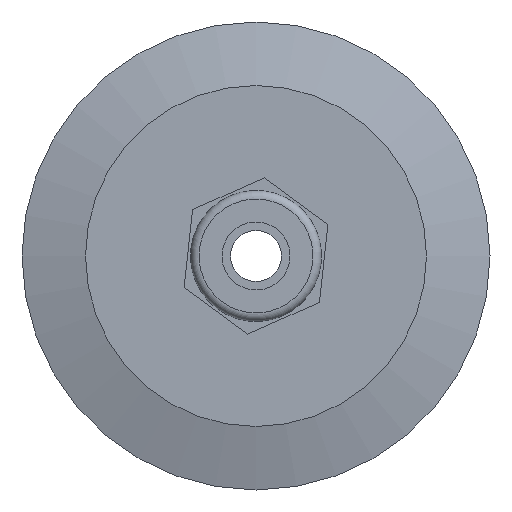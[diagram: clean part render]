
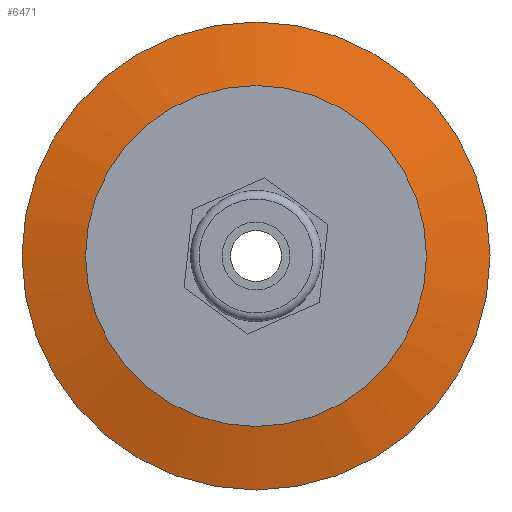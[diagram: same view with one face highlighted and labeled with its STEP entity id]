
A CAD part, left-side view. The second image highlights one B-rep face of the part: STEP entity #6471.
In plain terms, the highlighted conical face has half-angle 75 degrees and reference radius 27.5 mm.
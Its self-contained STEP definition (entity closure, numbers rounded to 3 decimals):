
#77 = CARTESIAN_POINT ( 'NONE',  ( -27.5, 0., 3. ) ) ;
#181 = CARTESIAN_POINT ( 'NONE',  ( 0., 0., 3. ) ) ;
#286 = AXIS2_PLACEMENT_3D ( 'NONE', #181, #2353, #4029 ) ;
#332 = EDGE_LOOP ( 'NONE', ( #3803 ) ) ;
#539 = DIRECTION ( 'NONE',  ( -1., 0., 0. ) ) ;
#582 = CARTESIAN_POINT ( 'NONE',  ( -20.036, 0., 5. ) ) ;
#1102 = DIRECTION ( 'NONE',  ( -1., 0., 0. ) ) ;
#1321 = FACE_BOUND ( 'NONE', #332, .T. ) ;
#2353 = DIRECTION ( 'NONE',  ( 0., 0., -1. ) ) ;
#2409 = ORIENTED_EDGE ( 'NONE', *, *, #4003, .F. ) ;
#2885 = VERTEX_POINT ( 'NONE', #77 ) ;
#3060 = VERTEX_POINT ( 'NONE', #582 ) ;
#3237 = EDGE_CURVE ( 'NONE', #3060, #3060, #6635, .T. ) ;
#3518 = AXIS2_PLACEMENT_3D ( 'NONE', #4456, #3843, #1102 ) ;
#3803 = ORIENTED_EDGE ( 'NONE', *, *, #3237, .T. ) ;
#3843 = DIRECTION ( 'NONE',  ( 0., 0., -1. ) ) ;
#4003 = EDGE_CURVE ( 'NONE', #2885, #2885, #5753, .T. ) ;
#4025 = AXIS2_PLACEMENT_3D ( 'NONE', #4478, #4430, #539 ) ;
#4029 = DIRECTION ( 'NONE',  ( -1., 0., 0. ) ) ;
#4430 = DIRECTION ( 'NONE',  ( 0., 0., -1. ) ) ;
#4456 = CARTESIAN_POINT ( 'NONE',  ( 0., 0., 3. ) ) ;
#4478 = CARTESIAN_POINT ( 'NONE',  ( 0., 0., 5. ) ) ;
#5753 = CIRCLE ( 'NONE', #3518, 27.5 ) ;
#5772 = EDGE_LOOP ( 'NONE', ( #2409 ) ) ;
#6471 = ADVANCED_FACE ( 'NONE', ( #1321, #7140 ), #7055, .T. ) ;
#6635 = CIRCLE ( 'NONE', #4025, 20.036 ) ;
#7055 = CONICAL_SURFACE ( 'NONE', #286, 27.5, 1.309 ) ;
#7140 = FACE_OUTER_BOUND ( 'NONE', #5772, .T. ) ;
